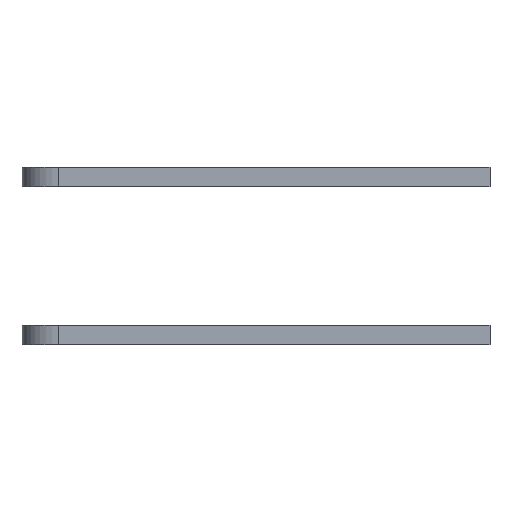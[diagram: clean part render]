
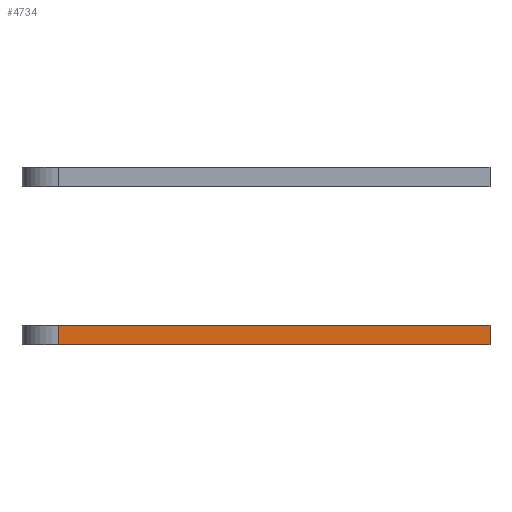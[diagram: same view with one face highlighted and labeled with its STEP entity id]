
A CAD part, left-side view. The second image highlights one B-rep face of the part: STEP entity #4734.
In plain terms, the highlighted planar face has unit normal (-1, 0, 0).
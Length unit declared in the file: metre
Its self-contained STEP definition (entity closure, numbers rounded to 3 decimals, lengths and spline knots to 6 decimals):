
#495=ORIENTED_EDGE('',*,*,#1874,.F.);
#496=ORIENTED_EDGE('',*,*,#1875,.T.);
#497=ORIENTED_EDGE('',*,*,#1876,.T.);
#498=ORIENTED_EDGE('',*,*,#1842,.F.);
#1842=EDGE_CURVE('',#2534,#2531,#3020,.T.);
#1874=EDGE_CURVE('',#2561,#2534,#3040,.T.);
#1875=EDGE_CURVE('',#2561,#2562,#3041,.T.);
#1876=EDGE_CURVE('',#2562,#2531,#3042,.T.);
#2531=VERTEX_POINT('',#7021);
#2534=VERTEX_POINT('',#7026);
#2561=VERTEX_POINT('',#7099);
#2562=VERTEX_POINT('',#7101);
#3020=LINE('',#7027,#3418);
#3040=LINE('',#7098,#3438);
#3041=LINE('',#7100,#3439);
#3042=LINE('',#7102,#3440);
#3418=VECTOR('',#5541,1.);
#3438=VECTOR('',#5611,1.);
#3439=VECTOR('',#5612,1.);
#3440=VECTOR('',#5613,1.);
#3832=EDGE_LOOP('',(#495,#496,#497,#498));
#4236=FACE_BOUND('',#3832,.T.);
#4628=PLANE('',#5017);
#4734=ADVANCED_FACE('',(#4236),#4628,.F.);
#5017=AXIS2_PLACEMENT_3D('',#7097,#5609,#5610);
#5541=DIRECTION('',(0.,0.,-1.));
#5609=DIRECTION('',(1.,0.,0.));
#5610=DIRECTION('',(0.,0.,-1.));
#5611=DIRECTION('',(0.,-1.,0.));
#5612=DIRECTION('',(0.,0.,-1.));
#5613=DIRECTION('',(0.,-1.,0.));
#7021=CARTESIAN_POINT('',(-0.0461,-0.1063,0.));
#7026=CARTESIAN_POINT('',(-0.0461,-0.1063,0.00635));
#7027=CARTESIAN_POINT('',(-0.0461,-0.1063,0.00635));
#7097=CARTESIAN_POINT('',(-0.0461,-0.0809,0.00635));
#7098=CARTESIAN_POINT('',(-0.0461,-0.0809,0.00635));
#7099=CARTESIAN_POINT('',(-0.0461,0.0341,0.00635));
#7100=CARTESIAN_POINT('',(-0.0461,0.0341,0.));
#7101=CARTESIAN_POINT('',(-0.0461,0.0341,0.));
#7102=CARTESIAN_POINT('',(-0.0461,-0.0809,0.));
